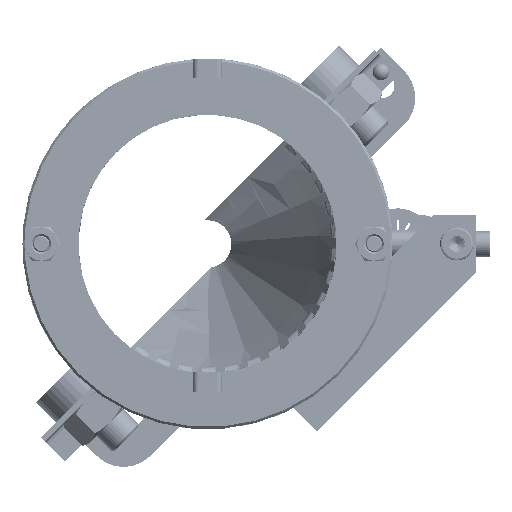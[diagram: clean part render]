
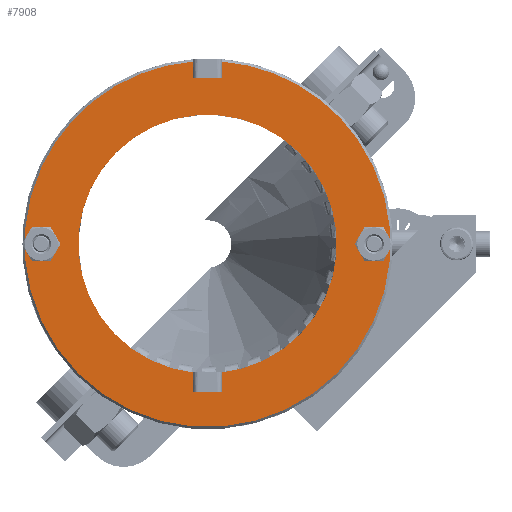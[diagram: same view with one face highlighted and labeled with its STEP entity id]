
A CAD part, front view. The second image highlights one B-rep face of the part: STEP entity #7908.
In plain terms, the highlighted face is planar.
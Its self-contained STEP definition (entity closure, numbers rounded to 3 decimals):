
#2458=FACE_BOUND('',#13911,.T.);
#2459=FACE_BOUND('',#13912,.T.);
#2460=FACE_BOUND('',#13913,.T.);
#2461=FACE_BOUND('',#13914,.T.);
#3673=PLANE('',#41579);
#4808=LINE('',#116750,#5971);
#4809=LINE('',#116753,#5972);
#4810=LINE('',#116763,#5973);
#4811=LINE('',#116767,#5974);
#4812=LINE('',#116769,#5975);
#4813=LINE('',#116771,#5976);
#5971=VECTOR('',#51084,1.);
#5972=VECTOR('',#51085,1.);
#5973=VECTOR('',#51094,1.);
#5974=VECTOR('',#51097,1.);
#5975=VECTOR('',#51098,1.);
#5976=VECTOR('',#51099,1.);
#7908=ADVANCED_FACE('R2',(#2458,#2459,#2460,#2461),#3673,.T.);
#13911=EDGE_LOOP('',(#26562));
#13912=EDGE_LOOP('',(#26563));
#13913=EDGE_LOOP('',(#26564,#26565,#26566,#26567,#26568,#26569,#26570));
#13914=EDGE_LOOP('',(#26571,#26572,#26573,#26574));
#16813=CIRCLE('',#41572,3.1);
#16814=CIRCLE('',#41573,3.1);
#16815=CIRCLE('',#41574,38.5);
#16816=CIRCLE('',#41575,38.5);
#16817=CIRCLE('',#41576,38.5);
#16818=CIRCLE('',#41577,38.5);
#16819=CIRCLE('',#41578,27.2);
#26562=ORIENTED_EDGE('',*,*,#35585,.F.);
#26563=ORIENTED_EDGE('',*,*,#35586,.F.);
#26564=ORIENTED_EDGE('',*,*,#35587,.T.);
#26565=ORIENTED_EDGE('',*,*,#35588,.T.);
#26566=ORIENTED_EDGE('',*,*,#35589,.T.);
#26567=ORIENTED_EDGE('',*,*,#35590,.T.);
#26568=ORIENTED_EDGE('',*,*,#35591,.T.);
#26569=ORIENTED_EDGE('',*,*,#35592,.T.);
#26570=ORIENTED_EDGE('',*,*,#35593,.T.);
#26571=ORIENTED_EDGE('',*,*,#35594,.T.);
#26572=ORIENTED_EDGE('',*,*,#35595,.T.);
#26573=ORIENTED_EDGE('',*,*,#35596,.T.);
#26574=ORIENTED_EDGE('',*,*,#35597,.T.);
#30543=VERTEX_POINT('',#116747);
#30544=VERTEX_POINT('',#116749);
#30545=VERTEX_POINT('',#116751);
#30546=VERTEX_POINT('',#116752);
#30547=VERTEX_POINT('',#116754);
#30548=VERTEX_POINT('',#116756);
#30549=VERTEX_POINT('',#116758);
#30550=VERTEX_POINT('',#116760);
#30551=VERTEX_POINT('',#116762);
#30552=VERTEX_POINT('',#116765);
#30553=VERTEX_POINT('',#116766);
#30554=VERTEX_POINT('',#116768);
#30555=VERTEX_POINT('',#116770);
#35585=EDGE_CURVE('',#30543,#30543,#16813,.T.);
#35586=EDGE_CURVE('',#30544,#30544,#16814,.T.);
#35587=EDGE_CURVE('',#30545,#30546,#4808,.T.);
#35588=EDGE_CURVE('',#30546,#30547,#4809,.T.);
#35589=EDGE_CURVE('',#30547,#30548,#16815,.T.);
#35590=EDGE_CURVE('',#30548,#30549,#16816,.T.);
#35591=EDGE_CURVE('',#30549,#30550,#16817,.T.);
#35592=EDGE_CURVE('',#30550,#30551,#16818,.T.);
#35593=EDGE_CURVE('',#30551,#30545,#4810,.T.);
#35594=EDGE_CURVE('',#30552,#30553,#16819,.T.);
#35595=EDGE_CURVE('',#30553,#30554,#4811,.T.);
#35596=EDGE_CURVE('',#30554,#30555,#4812,.T.);
#35597=EDGE_CURVE('',#30555,#30552,#4813,.T.);
#41572=AXIS2_PLACEMENT_3D('',#116746,#51080,#51081);
#41573=AXIS2_PLACEMENT_3D('',#116748,#51082,#51083);
#41574=AXIS2_PLACEMENT_3D('',#116755,#51086,#51087);
#41575=AXIS2_PLACEMENT_3D('',#116757,#51088,#51089);
#41576=AXIS2_PLACEMENT_3D('',#116759,#51090,#51091);
#41577=AXIS2_PLACEMENT_3D('',#116761,#51092,#51093);
#41578=AXIS2_PLACEMENT_3D('',#116764,#51095,#51096);
#41579=AXIS2_PLACEMENT_3D('',#116772,#51100,#51101);
#51080=DIRECTION('',(0.,0.,1.));
#51081=DIRECTION('',(1.,0.,0.));
#51082=DIRECTION('',(0.,0.,1.));
#51083=DIRECTION('',(1.,0.,0.));
#51084=DIRECTION('',(1.,0.,0.));
#51085=DIRECTION('',(0.,-1.,0.));
#51086=DIRECTION('',(0.,0.,1.));
#51087=DIRECTION('',(1.,0.,0.));
#51088=DIRECTION('',(0.,0.,1.));
#51089=DIRECTION('',(1.,0.,0.));
#51090=DIRECTION('',(0.,0.,1.));
#51091=DIRECTION('',(1.,0.,0.));
#51092=DIRECTION('',(0.,0.,1.));
#51093=DIRECTION('',(1.,0.,0.));
#51094=DIRECTION('',(0.,1.,0.));
#51095=DIRECTION('',(0.,0.,-1.));
#51096=DIRECTION('',(1.,0.,0.));
#51097=DIRECTION('',(0.,1.,0.));
#51098=DIRECTION('',(1.,0.,0.));
#51099=DIRECTION('',(0.,-1.,0.));
#51100=DIRECTION('',(0.,0.,1.));
#51101=DIRECTION('',(-0.996,-0.087,0.));
#116746=CARTESIAN_POINT('',(35.,141.39,861.987));
#116747=CARTESIAN_POINT('',(38.1,141.39,861.987));
#116748=CARTESIAN_POINT('',(-35.,141.39,861.987));
#116749=CARTESIAN_POINT('',(-31.9,141.39,861.987));
#116750=CARTESIAN_POINT('',(-3.,106.39,861.987));
#116751=CARTESIAN_POINT('',(-3.,106.39,861.987));
#116752=CARTESIAN_POINT('',(3.,106.39,861.987));
#116753=CARTESIAN_POINT('',(3.,106.39,861.987));
#116754=CARTESIAN_POINT('',(3.,103.007,861.987));
#116755=CARTESIAN_POINT('',(0.,141.39,861.987));
#116756=CARTESIAN_POINT('',(34.893,125.119,861.987));
#116757=CARTESIAN_POINT('',(0.,141.39,861.987));
#116758=CARTESIAN_POINT('',(-3.355,179.743,861.987));
#116759=CARTESIAN_POINT('',(0.,141.39,861.987));
#116760=CARTESIAN_POINT('',(-31.537,119.307,861.987));
#116761=CARTESIAN_POINT('',(0.,141.39,861.987));
#116762=CARTESIAN_POINT('',(-3.,103.007,861.987));
#116763=CARTESIAN_POINT('',(-3.,102.39,861.987));
#116764=CARTESIAN_POINT('',(0.,141.39,861.987));
#116765=CARTESIAN_POINT('',(3.,168.424,861.987));
#116766=CARTESIAN_POINT('',(-3.,168.424,861.987));
#116767=CARTESIAN_POINT('',(-3.,168.424,861.987));
#116768=CARTESIAN_POINT('',(-3.,172.424,861.987));
#116769=CARTESIAN_POINT('',(-3.,172.424,861.987));
#116770=CARTESIAN_POINT('',(3.,172.424,861.987));
#116771=CARTESIAN_POINT('',(3.,172.424,861.987));
#116772=CARTESIAN_POINT('',(-38.998,94.914,861.987));
